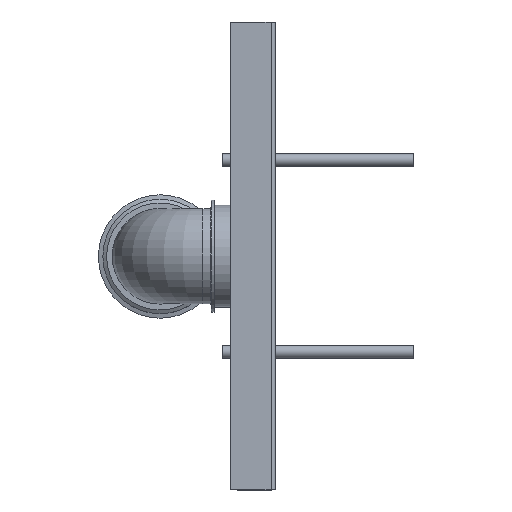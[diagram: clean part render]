
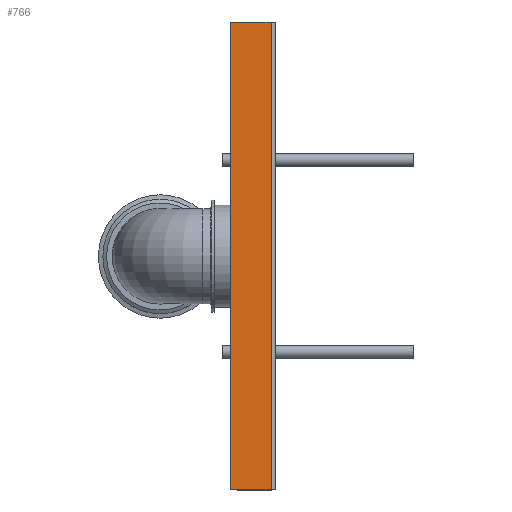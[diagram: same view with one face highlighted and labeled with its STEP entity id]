
A CAD part, top view. The second image highlights one B-rep face of the part: STEP entity #766.
In plain terms, the highlighted planar face has unit normal (0, 0, 1).
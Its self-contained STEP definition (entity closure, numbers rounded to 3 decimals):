
#43=LINE('',#1293,#89);
#53=LINE('',#1322,#99);
#66=LINE('',#1353,#112);
#67=LINE('',#1354,#113);
#89=VECTOR('',#1062,1000.);
#99=VECTOR('',#1082,1000.);
#112=VECTOR('',#1117,1000.);
#113=VECTOR('',#1118,1000.);
#288=ORIENTED_EDGE('',*,*,#384,.T.);
#289=ORIENTED_EDGE('',*,*,#414,.T.);
#290=ORIENTED_EDGE('',*,*,#398,.T.);
#291=ORIENTED_EDGE('',*,*,#415,.T.);
#384=EDGE_CURVE('',#467,#466,#43,.T.);
#398=EDGE_CURVE('',#481,#480,#53,.T.);
#414=EDGE_CURVE('',#466,#481,#66,.T.);
#415=EDGE_CURVE('',#480,#467,#67,.T.);
#466=VERTEX_POINT('',#1292);
#467=VERTEX_POINT('',#1294);
#480=VERTEX_POINT('',#1321);
#481=VERTEX_POINT('',#1323);
#587=EDGE_LOOP('',(#288,#289,#290,#291));
#666=FACE_BOUND('',#587,.T.);
#726=PLANE('',#916);
#766=ADVANCED_FACE('',(#666),#726,.T.);
#916=AXIS2_PLACEMENT_3D('',#1352,#1115,#1116);
#1062=DIRECTION('',(1.,0.,0.));
#1082=DIRECTION('',(-1.,0.,0.));
#1115=DIRECTION('',(0.,0.,1.));
#1116=DIRECTION('',(1.,0.,0.));
#1117=DIRECTION('',(0.,1.,0.));
#1118=DIRECTION('',(0.,-1.,0.));
#1292=CARTESIAN_POINT('',(-4.,-219.9,298.5));
#1293=CARTESIAN_POINT('',(-2.174,-219.9,298.5));
#1294=CARTESIAN_POINT('',(-42.,-219.9,298.5));
#1321=CARTESIAN_POINT('',(-42.,219.9,298.5));
#1322=CARTESIAN_POINT('',(-2.174,219.9,298.5));
#1323=CARTESIAN_POINT('',(-4.,219.9,298.5));
#1352=CARTESIAN_POINT('',(-2.174,-219.9,298.5));
#1353=CARTESIAN_POINT('',(-4.,-219.9,298.5));
#1354=CARTESIAN_POINT('',(-42.,219.9,298.5));
